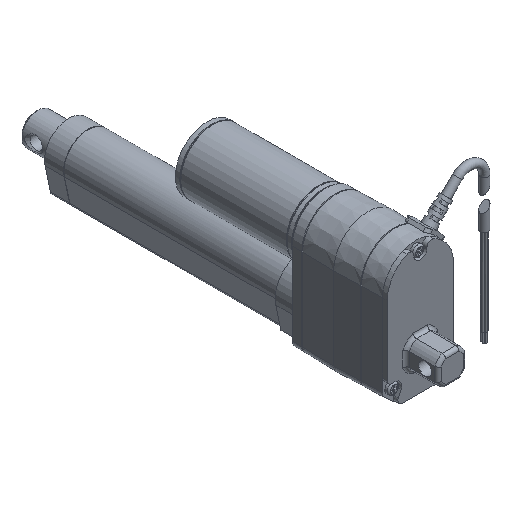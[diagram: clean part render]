
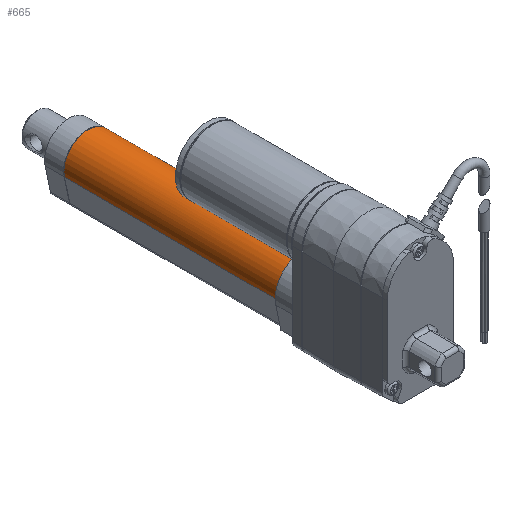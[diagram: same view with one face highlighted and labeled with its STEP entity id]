
A CAD part, isometric view. The second image highlights one B-rep face of the part: STEP entity #665.
In plain terms, the highlighted cylindrical face has radius 15.25 mm (diameter 30.5 mm), a partial arc.
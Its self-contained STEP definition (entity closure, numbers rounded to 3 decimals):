
#665 = ADVANCED_FACE( '', ( #1506 ), #1507, .T. );
#1506 = FACE_OUTER_BOUND( '', #2590, .T. );
#1507 = CYLINDRICAL_SURFACE( '', #2591, 15.25 );
#2590 = EDGE_LOOP( '', ( #4266, #4267, #4268, #4269, #4270, #4271, #4272, #4273 ) );
#2591 = AXIS2_PLACEMENT_3D( '', #4274, #4275, #4276 );
#4266 = ORIENTED_EDGE( '', *, *, #6567, .T. );
#4267 = ORIENTED_EDGE( '', *, *, #6421, .F. );
#4268 = ORIENTED_EDGE( '', *, *, #6473, .T. );
#4269 = ORIENTED_EDGE( '', *, *, #6437, .F. );
#4270 = ORIENTED_EDGE( '', *, *, #6192, .F. );
#4271 = ORIENTED_EDGE( '', *, *, #6568, .T. );
#4272 = ORIENTED_EDGE( '', *, *, #6569, .T. );
#4273 = ORIENTED_EDGE( '', *, *, #6570, .T. );
#4274 = CARTESIAN_POINT( '', ( 0., 233., 0. ) );
#4275 = DIRECTION( '', ( 0., 1., 0. ) );
#4276 = DIRECTION( '', ( 0., 0., -1. ) );
#6192 = EDGE_CURVE( '', #7375, #7377, #7378, .T. );
#6421 = EDGE_CURVE( '', #7744, #7740, #7746, .T. );
#6437 = EDGE_CURVE( '', #7377, #7762, #7770, .T. );
#6473 = EDGE_CURVE( '', #7744, #7762, #7827, .T. );
#6567 = EDGE_CURVE( '', #7965, #7740, #7966, .T. );
#6568 = EDGE_CURVE( '', #7375, #7967, #7968, .T. );
#6569 = EDGE_CURVE( '', #7967, #7969, #7970, .T. );
#6570 = EDGE_CURVE( '', #7969, #7965, #7971, .T. );
#7375 = VERTEX_POINT( '', #9148 );
#7377 = VERTEX_POINT( '', #9151 );
#7378 = CIRCLE( '', #9152, 15.25 );
#7740 = VERTEX_POINT( '', #9704 );
#7744 = VERTEX_POINT( '', #9710 );
#7746 = LINE( '', #9713, #9714 );
#7762 = VERTEX_POINT( '', #9733 );
#7770 = LINE( '', #9745, #9746 );
#7827 = CIRCLE( '', #9820, 15.25 );
#7965 = VERTEX_POINT( '', #10061 );
#7966 = CIRCLE( '', #10062, 15.25 );
#7967 = VERTEX_POINT( '', #10063 );
#7968 = LINE( '', #10064, #10065 );
#7969 = VERTEX_POINT( '', #10066 );
#7970 = CIRCLE( '', #10067, 15.25 );
#7971 = LINE( '', #10068, #10069 );
#9148 = CARTESIAN_POINT( '', ( -14.917, 220.9, -3.169 ) );
#9151 = CARTESIAN_POINT( '', ( 14.917, 220.9, -3.169 ) );
#9152 = AXIS2_PLACEMENT_3D( '', #11429, #11430, #11431 );
#9704 = CARTESIAN_POINT( '', ( 5.3, 71.5, 14.299 ) );
#9710 = CARTESIAN_POINT( '', ( 5.3, 85.25, 14.299 ) );
#9713 = CARTESIAN_POINT( '', ( 5.3, 85.25, 14.299 ) );
#9714 = VECTOR( '', #11675, 1000. );
#9733 = CARTESIAN_POINT( '', ( 14.917, 85.25, -3.169 ) );
#9745 = CARTESIAN_POINT( '', ( 14.917, 233., -3.169 ) );
#9746 = VECTOR( '', #11695, 1000. );
#9820 = AXIS2_PLACEMENT_3D( '', #11740, #11741, #11742 );
#10061 = CARTESIAN_POINT( '', ( -5.3, 71.5, 14.299 ) );
#10062 = AXIS2_PLACEMENT_3D( '', #11833, #11834, #11835 );
#10063 = CARTESIAN_POINT( '', ( -14.917, 85.25, -3.169 ) );
#10064 = CARTESIAN_POINT( '', ( -14.917, 233., -3.169 ) );
#10065 = VECTOR( '', #11836, 1000. );
#10066 = CARTESIAN_POINT( '', ( -5.3, 85.25, 14.299 ) );
#10067 = AXIS2_PLACEMENT_3D( '', #11837, #11838, #11839 );
#10068 = CARTESIAN_POINT( '', ( -5.3, 85.25, 14.299 ) );
#10069 = VECTOR( '', #11840, 1000. );
#11429 = CARTESIAN_POINT( '', ( 0., 220.9, 0. ) );
#11430 = DIRECTION( '', ( 0., 1., 0. ) );
#11431 = DIRECTION( '', ( 0., 0., -1. ) );
#11675 = DIRECTION( '', ( 0., -1., 0. ) );
#11695 = DIRECTION( '', ( 0., -1., 0. ) );
#11740 = CARTESIAN_POINT( '', ( 0., 85.25, 0. ) );
#11741 = DIRECTION( '', ( 0., 1., 0. ) );
#11742 = DIRECTION( '', ( -1., 0., 0. ) );
#11833 = CARTESIAN_POINT( '', ( 0., 71.5, 0. ) );
#11834 = DIRECTION( '', ( 0., 1., 0. ) );
#11835 = DIRECTION( '', ( 0., 0., -1. ) );
#11836 = DIRECTION( '', ( 0., -1., 0. ) );
#11837 = CARTESIAN_POINT( '', ( 0., 85.25, 0. ) );
#11838 = DIRECTION( '', ( 0., 1., 0. ) );
#11839 = DIRECTION( '', ( 1., 0., 0. ) );
#11840 = DIRECTION( '', ( 0., -1., 0. ) );
